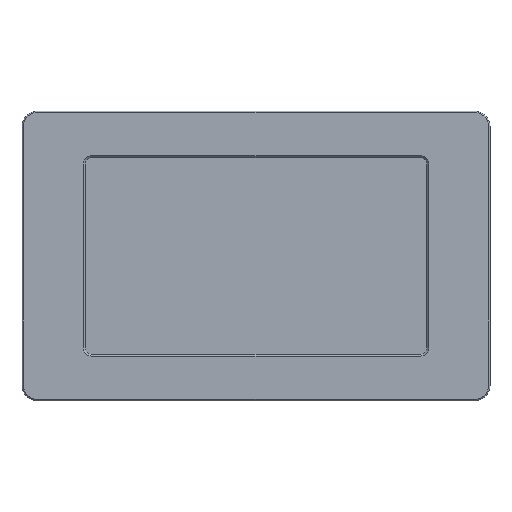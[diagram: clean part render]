
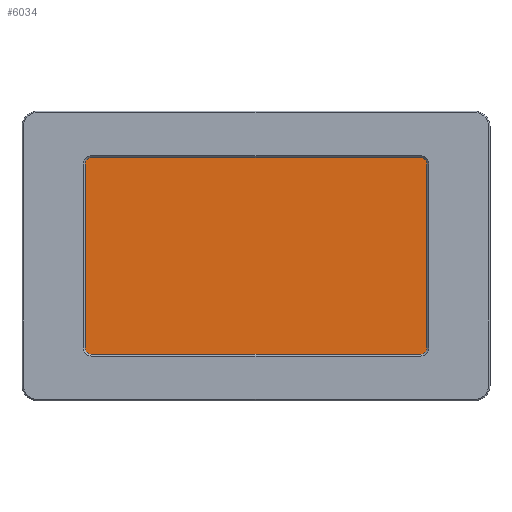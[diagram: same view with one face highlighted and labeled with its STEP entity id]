
A CAD part, top view. The second image highlights one B-rep face of the part: STEP entity #6034.
In plain terms, the highlighted planar face has unit normal (0, 0, 1).
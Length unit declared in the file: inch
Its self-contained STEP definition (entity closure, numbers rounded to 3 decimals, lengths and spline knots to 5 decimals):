
#377=FACE_OUTER_BOUND('',#750,.T.);
#750=EDGE_LOOP('',(#3971,#3972,#3973,#3974,#3975,#3976,#3977,#3978));
#1178=LINE('',#8884,#1662);
#1179=LINE('',#8888,#1663);
#1180=LINE('',#8892,#1664);
#1181=LINE('',#8895,#1665);
#1662=VECTOR('',#7094,0.3937);
#1663=VECTOR('',#7097,0.3937);
#1664=VECTOR('',#7100,0.3937);
#1665=VECTOR('',#7103,0.3937);
#2146=CIRCLE('',#6437,0.15414);
#2147=CIRCLE('',#6438,0.15414);
#2148=CIRCLE('',#6439,0.15414);
#2149=CIRCLE('',#6440,0.15414);
#2441=VERTEX_POINT('',#8880);
#2442=VERTEX_POINT('',#8881);
#2443=VERTEX_POINT('',#8883);
#2444=VERTEX_POINT('',#8885);
#2445=VERTEX_POINT('',#8887);
#2446=VERTEX_POINT('',#8889);
#2447=VERTEX_POINT('',#8891);
#2448=VERTEX_POINT('',#8893);
#3048=EDGE_CURVE('',#2441,#2442,#2146,.T.);
#3049=EDGE_CURVE('',#2443,#2441,#1178,.T.);
#3050=EDGE_CURVE('',#2444,#2443,#2147,.T.);
#3051=EDGE_CURVE('',#2445,#2444,#1179,.T.);
#3052=EDGE_CURVE('',#2446,#2445,#2148,.T.);
#3053=EDGE_CURVE('',#2447,#2446,#1180,.T.);
#3054=EDGE_CURVE('',#2448,#2447,#2149,.T.);
#3055=EDGE_CURVE('',#2442,#2448,#1181,.T.);
#3971=ORIENTED_EDGE('',*,*,#3048,.F.);
#3972=ORIENTED_EDGE('',*,*,#3049,.F.);
#3973=ORIENTED_EDGE('',*,*,#3050,.F.);
#3974=ORIENTED_EDGE('',*,*,#3051,.F.);
#3975=ORIENTED_EDGE('',*,*,#3052,.F.);
#3976=ORIENTED_EDGE('',*,*,#3053,.F.);
#3977=ORIENTED_EDGE('',*,*,#3054,.F.);
#3978=ORIENTED_EDGE('',*,*,#3055,.F.);
#5817=PLANE('',#6436);
#6034=ADVANCED_FACE('',(#377),#5817,.T.);
#6436=AXIS2_PLACEMENT_3D('',#8879,#7090,#7091);
#6437=AXIS2_PLACEMENT_3D('',#8882,#7092,#7093);
#6438=AXIS2_PLACEMENT_3D('',#8886,#7095,#7096);
#6439=AXIS2_PLACEMENT_3D('',#8890,#7098,#7099);
#6440=AXIS2_PLACEMENT_3D('',#8894,#7101,#7102);
#7090=DIRECTION('center_axis',(0.,0.,
1.));
#7091=DIRECTION('ref_axis',(1.,0.,0.));
#7092=DIRECTION('center_axis',(0.,0.,
-1.));
#7093=DIRECTION('ref_axis',(0.,-1.,0.));
#7094=DIRECTION('',(0.,-1.,0.));
#7095=DIRECTION('center_axis',(0.,0.,
-1.));
#7096=DIRECTION('ref_axis',(1.,0.,0.));
#7097=DIRECTION('',(1.,0.,0.));
#7098=DIRECTION('center_axis',(0.,0.,
-1.));
#7099=DIRECTION('ref_axis',(0.,1.,0.));
#7100=DIRECTION('',(0.,1.,0.));
#7101=DIRECTION('center_axis',(0.,0.,
-1.));
#7102=DIRECTION('ref_axis',(-1.,0.,0.));
#7103=DIRECTION('',(-1.,0.,0.));
#8879=CARTESIAN_POINT('Origin',(5.5751,3.40435,0.79414));
#8880=CARTESIAN_POINT('',(9.65914,1.26,0.79414));
#8881=CARTESIAN_POINT('',(9.505,1.10586,0.79414));
#8882=CARTESIAN_POINT('Origin',(9.505,1.26,0.79414));
#8883=CARTESIAN_POINT('',(9.65914,5.648,0.79414));
#8884=CARTESIAN_POINT('',(9.65914,3.97767,0.79414));
#8885=CARTESIAN_POINT('',(9.505,5.80214,0.79414));
#8886=CARTESIAN_POINT('Origin',(9.505,5.648,0.79414));
#8887=CARTESIAN_POINT('',(1.66,5.80214,0.79414));
#8888=CARTESIAN_POINT('',(4.59818,5.80214,0.79414));
#8889=CARTESIAN_POINT('',(1.50586,5.648,0.79414));
#8890=CARTESIAN_POINT('Origin',(1.66,5.648,0.79414));
#8891=CARTESIAN_POINT('',(1.50586,1.26,0.79414));
#8892=CARTESIAN_POINT('',(1.50586,2.88067,0.79414));
#8893=CARTESIAN_POINT('',(1.66,1.10586,0.79414));
#8894=CARTESIAN_POINT('Origin',(1.66,1.26,0.79414));
#8895=CARTESIAN_POINT('',(6.55943,1.10586,0.79414));
